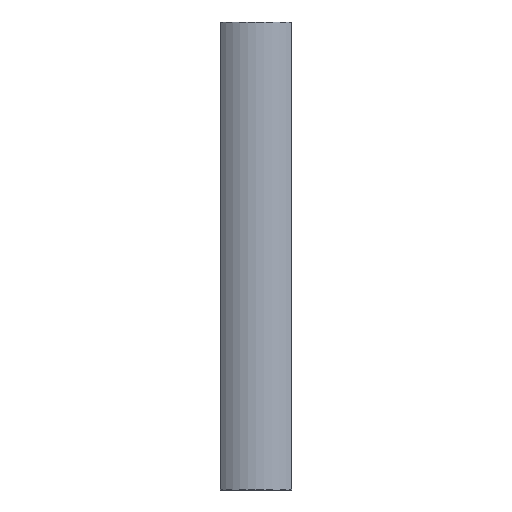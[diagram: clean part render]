
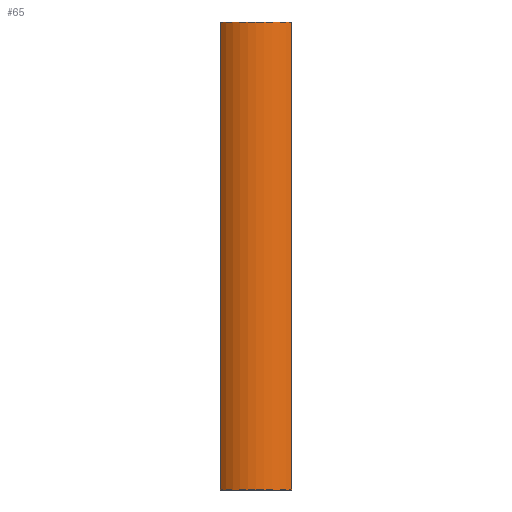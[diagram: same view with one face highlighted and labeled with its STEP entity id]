
A CAD part, top view. The second image highlights one B-rep face of the part: STEP entity #65.
In plain terms, the highlighted cylindrical face has radius 5.312 mm (diameter 10.625 mm), a partial arc.
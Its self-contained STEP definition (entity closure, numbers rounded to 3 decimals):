
#65 = ADVANCED_FACE( '', ( #128 ), #129, .T. );
#128 = FACE_OUTER_BOUND( '', #183, .T. );
#129 = CYLINDRICAL_SURFACE( '', #184, 5.313 );
#183 = EDGE_LOOP( '', ( #294, #295, #296, #297 ) );
#184 = AXIS2_PLACEMENT_3D( '', #298, #299, #300 );
#294 = ORIENTED_EDGE( '', *, *, #338, .F. );
#295 = ORIENTED_EDGE( '', *, *, #320, .F. );
#296 = ORIENTED_EDGE( '', *, *, #351, .T. );
#297 = ORIENTED_EDGE( '', *, *, #318, .T. );
#298 = CARTESIAN_POINT( '', ( 0., -25., -4.513 ) );
#299 = DIRECTION( '', ( 0., -1., 0. ) );
#300 = DIRECTION( '', ( 0., 0., 1. ) );
#318 = EDGE_CURVE( '', #369, #366, #370, .T. );
#320 = EDGE_CURVE( '', #371, #367, #373, .T. );
#338 = EDGE_CURVE( '', #367, #366, #401, .T. );
#351 = EDGE_CURVE( '', #371, #369, #416, .T. );
#366 = VERTEX_POINT( '', #435 );
#367 = VERTEX_POINT( '', #436 );
#369 = VERTEX_POINT( '', #439 );
#370 = LINE( '', #440, #441 );
#371 = VERTEX_POINT( '', #442 );
#373 = LINE( '', #445, #446 );
#401 = CIRCLE( '', #486, 5.313 );
#416 = CIRCLE( '', #505, 5.313 );
#435 = CARTESIAN_POINT( '', ( 3.8, 25., -0.8 ) );
#436 = CARTESIAN_POINT( '', ( -3.8, 25., -0.8 ) );
#439 = CARTESIAN_POINT( '', ( 3.8, -25., -0.8 ) );
#440 = CARTESIAN_POINT( '', ( 3.8, -25., -0.8 ) );
#441 = VECTOR( '', #516, 1000. );
#442 = CARTESIAN_POINT( '', ( -3.8, -25., -0.8 ) );
#445 = CARTESIAN_POINT( '', ( -3.8, -25., -0.8 ) );
#446 = VECTOR( '', #518, 1000. );
#486 = AXIS2_PLACEMENT_3D( '', #534, #535, #536 );
#505 = AXIS2_PLACEMENT_3D( '', #547, #548, #549 );
#516 = DIRECTION( '', ( 0., 1., 0. ) );
#518 = DIRECTION( '', ( 0., 1., 0. ) );
#534 = CARTESIAN_POINT( '', ( 0., 25., -4.513 ) );
#535 = DIRECTION( '', ( 0., 1., 0. ) );
#536 = DIRECTION( '', ( 1., 0., 0. ) );
#547 = CARTESIAN_POINT( '', ( 0., -25., -4.513 ) );
#548 = DIRECTION( '', ( 0., 1., 0. ) );
#549 = DIRECTION( '', ( 1., 0., 0. ) );
